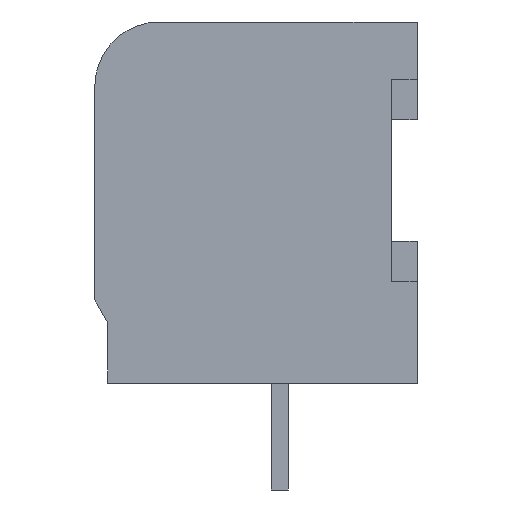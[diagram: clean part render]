
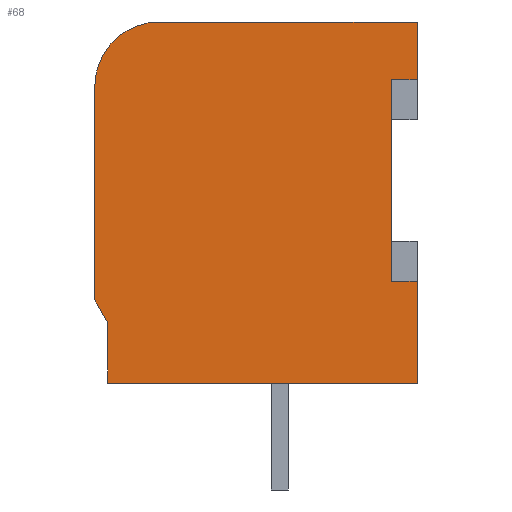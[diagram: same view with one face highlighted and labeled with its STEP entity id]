
A CAD part, left-side view. The second image highlights one B-rep face of the part: STEP entity #68.
In plain terms, the highlighted planar face has unit normal (-1, 0, 0).
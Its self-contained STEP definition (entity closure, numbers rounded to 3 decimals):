
#68=ADVANCED_FACE('',(#874),#875,.F.);
#874=FACE_OUTER_BOUND('',#2462,.T.);
#875=PLANE('',#2463);
#2462=EDGE_LOOP('',(#4138,#4139,#4140,#4141,#4142,#4143,#4144,#4145,#4146,#4147,#4148));
#2463=AXIS2_PLACEMENT_3D('',#4149,#4150,#4151);
#4138=ORIENTED_EDGE('',*,*,#10799,.F.);
#4139=ORIENTED_EDGE('',*,*,#10800,.F.);
#4140=ORIENTED_EDGE('',*,*,#10801,.F.);
#4141=ORIENTED_EDGE('',*,*,#10802,.F.);
#4142=ORIENTED_EDGE('',*,*,#10803,.F.);
#4143=ORIENTED_EDGE('',*,*,#10804,.F.);
#4144=ORIENTED_EDGE('',*,*,#10805,.F.);
#4145=ORIENTED_EDGE('',*,*,#10806,.F.);
#4146=ORIENTED_EDGE('',*,*,#10807,.F.);
#4147=ORIENTED_EDGE('',*,*,#10808,.T.);
#4148=ORIENTED_EDGE('',*,*,#10809,.T.);
#4149=CARTESIAN_POINT('',(-53.162,0.0,0.0));
#4150=DIRECTION('',(1.0,0.0,0.0));
#4151=DIRECTION('',(0.0,1.0,0.0));
#10799=EDGE_CURVE('',#13054,#13055,#13056,.T.);
#10800=EDGE_CURVE('',#13057,#13054,#13058,.T.);
#10801=EDGE_CURVE('',#13059,#13057,#13060,.T.);
#10802=EDGE_CURVE('',#13061,#13059,#13062,.T.);
#10803=EDGE_CURVE('',#13063,#13061,#13064,.T.);
#10804=EDGE_CURVE('',#13065,#13063,#13066,.T.);
#10805=EDGE_CURVE('',#13067,#13065,#13068,.T.);
#10806=EDGE_CURVE('',#13069,#13067,#13070,.T.);
#10807=EDGE_CURVE('',#13071,#13069,#13072,.T.);
#10808=EDGE_CURVE('',#13071,#13073,#13074,.T.);
#10809=EDGE_CURVE('',#13073,#13055,#13075,.T.);
#13054=VERTEX_POINT('',#16673);
#13055=VERTEX_POINT('',#16674);
#13056=LINE('',#16675,#16676);
#13057=VERTEX_POINT('',#16677);
#13058=LINE('',#16678,#16679);
#13059=VERTEX_POINT('',#16680);
#13060=LINE('',#16681,#16682);
#13061=VERTEX_POINT('',#16683);
#13062=CIRCLE('',#16684,3.175);
#13063=VERTEX_POINT('',#16685);
#13064=LINE('',#16686,#16687);
#13065=VERTEX_POINT('',#16688);
#13066=LINE('',#16689,#16690);
#13067=VERTEX_POINT('',#16691);
#13068=LINE('',#16692,#16693);
#13069=VERTEX_POINT('',#16694);
#13070=LINE('',#16695,#16696);
#13071=VERTEX_POINT('',#16697);
#13072=LINE('',#16698,#16699);
#13073=VERTEX_POINT('',#16700);
#13074=LINE('',#16701,#16702);
#13075=LINE('',#16703,#16704);
#16673=CARTESIAN_POINT('',(-53.162,-7.938,-2.845));
#16674=CARTESIAN_POINT('',(-53.162,-6.668,-2.845));
#16675=CARTESIAN_POINT('',(-53.162,-7.938,-2.845));
#16676=VECTOR('',#24569,1.27);
#16677=CARTESIAN_POINT('',(-53.162,-7.938,0.0));
#16678=CARTESIAN_POINT('',(-53.162,-7.938,0.0));
#16679=VECTOR('',#24570,2.845);
#16680=CARTESIAN_POINT('',(-53.162,4.763,0.0));
#16681=CARTESIAN_POINT('',(-53.162,4.763,0.0));
#16682=VECTOR('',#24571,12.7);
#16683=CARTESIAN_POINT('',(-53.162,7.938,-3.175));
#16684=AXIS2_PLACEMENT_3D('',#24572,#24573,#24574);
#16685=CARTESIAN_POINT('',(-53.162,7.938,-13.683));
#16686=CARTESIAN_POINT('',(-53.162,7.938,-13.683));
#16687=VECTOR('',#24575,10.508);
#16688=CARTESIAN_POINT('',(-53.162,7.303,-14.783));
#16689=CARTESIAN_POINT('',(-53.162,7.303,-14.783));
#16690=VECTOR('',#24576,1.27);
#16691=CARTESIAN_POINT('',(-53.162,7.303,-17.78));
#16692=CARTESIAN_POINT('',(-53.162,7.303,-17.78));
#16693=VECTOR('',#24577,2.997);
#16694=CARTESIAN_POINT('',(-53.162,-7.938,-17.78));
#16695=CARTESIAN_POINT('',(-53.162,-7.938,-17.78));
#16696=VECTOR('',#24578,15.24);
#16697=CARTESIAN_POINT('',(-53.162,-7.938,-12.751));
#16698=CARTESIAN_POINT('',(-53.162,-7.938,-12.751));
#16699=VECTOR('',#24579,5.029);
#16700=CARTESIAN_POINT('',(-53.162,-6.668,-12.751));
#16701=CARTESIAN_POINT('',(-53.162,-7.938,-12.751));
#16702=VECTOR('',#24580,1.27);
#16703=CARTESIAN_POINT('',(-53.162,-6.668,-12.751));
#16704=VECTOR('',#24581,9.906);
#24569=DIRECTION('',(0.0,1.0,0.0));
#24570=DIRECTION('',(0.0,0.0,-1.0));
#24571=DIRECTION('',(0.0,-1.0,0.0));
#24572=CARTESIAN_POINT('',(-53.162,4.763,-3.175));
#24573=DIRECTION('',(1.0,0.0,-0.0));
#24574=DIRECTION('',(0.0,1.0,0.));
#24575=DIRECTION('',(0.0,0.0,1.0));
#24576=DIRECTION('',(0.0,0.5,0.866));
#24577=DIRECTION('',(0.0,0.0,1.0));
#24578=DIRECTION('',(0.0,1.0,0.0));
#24579=DIRECTION('',(0.0,0.0,-1.0));
#24580=DIRECTION('',(0.0,1.0,0.0));
#24581=DIRECTION('',(0.0,0.0,1.0));
